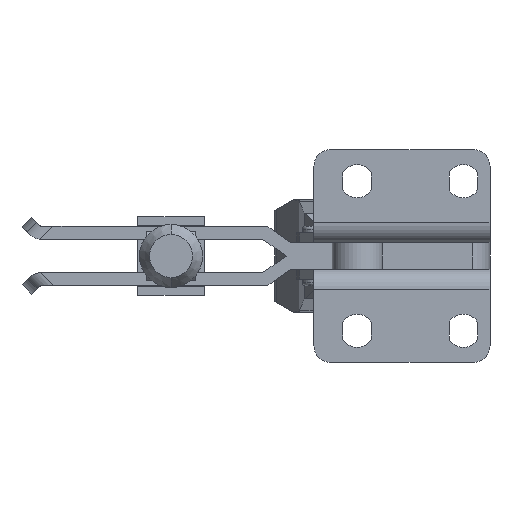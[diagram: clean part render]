
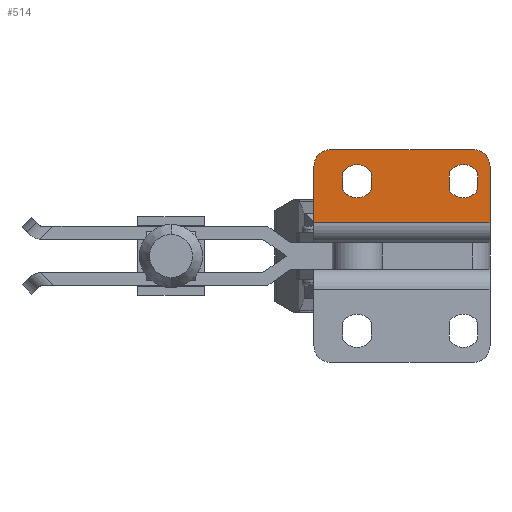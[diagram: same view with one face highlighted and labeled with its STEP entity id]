
A CAD part, front view. The second image highlights one B-rep face of the part: STEP entity #514.
In plain terms, the highlighted planar face has unit normal (0, -1, 0).
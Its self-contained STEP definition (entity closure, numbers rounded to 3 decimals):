
#514=ADVANCED_FACE('NONE',(#1383,#1384,#1385),#1386,.T.);
#1383=FACE_OUTER_BOUND('',#2720,.T.);
#1384=FACE_BOUND('',#2721,.T.);
#1385=FACE_BOUND('',#2722,.T.);
#1386=PLANE('',#2723);
#2720=EDGE_LOOP('',(#4568,#4569,#4570,#4571,#4572,#4573));
#2721=EDGE_LOOP('',(#4574,#4575,#4576,#4577,#4578,#4579));
#2722=EDGE_LOOP('',(#4580,#4581,#4582,#4583,#4584,#4585));
#2723=AXIS2_PLACEMENT_3D('',#4586,#4587,#4588);
#4568=ORIENTED_EDGE('',*,*,#7893,.F.);
#4569=ORIENTED_EDGE('',*,*,#7937,.T.);
#4570=ORIENTED_EDGE('',*,*,#7938,.T.);
#4571=ORIENTED_EDGE('',*,*,#7939,.T.);
#4572=ORIENTED_EDGE('',*,*,#7901,.T.);
#4573=ORIENTED_EDGE('',*,*,#7935,.F.);
#4574=ORIENTED_EDGE('',*,*,#7940,.T.);
#4575=ORIENTED_EDGE('',*,*,#7941,.T.);
#4576=ORIENTED_EDGE('',*,*,#7769,.T.);
#4577=ORIENTED_EDGE('',*,*,#7942,.T.);
#4578=ORIENTED_EDGE('',*,*,#7818,.T.);
#4579=ORIENTED_EDGE('',*,*,#7943,.T.);
#4580=ORIENTED_EDGE('',*,*,#7944,.T.);
#4581=ORIENTED_EDGE('',*,*,#7945,.T.);
#4582=ORIENTED_EDGE('',*,*,#7764,.T.);
#4583=ORIENTED_EDGE('',*,*,#7946,.T.);
#4584=ORIENTED_EDGE('',*,*,#7823,.T.);
#4585=ORIENTED_EDGE('',*,*,#7947,.T.);
#4586=CARTESIAN_POINT('',(0.0,0.0,32.0));
#4587=DIRECTION('',(0.0,-1.0,0.0));
#4588=DIRECTION('',(0.0,0.0,-1.0));
#7764=EDGE_CURVE('NONE',#9186,#9190,#9192,.T.);
#7769=EDGE_CURVE('NONE',#9195,#9199,#9201,.T.);
#7818=EDGE_CURVE('NONE',#9285,#9283,#9286,.T.);
#7823=EDGE_CURVE('NONE',#9294,#9292,#9295,.T.);
#7893=EDGE_CURVE('NONE',#9401,#9403,#9404,.T.);
#7901=EDGE_CURVE('NONE',#9416,#9413,#9417,.T.);
#7935=EDGE_CURVE('NONE',#9403,#9413,#9466,.T.);
#7937=EDGE_CURVE('NONE',#9401,#9468,#9469,.T.);
#7938=EDGE_CURVE('NONE',#9468,#9470,#9471,.T.);
#7939=EDGE_CURVE('NONE',#9470,#9416,#9472,.T.);
#7940=EDGE_CURVE('NONE',#9473,#9474,#9475,.T.);
#7941=EDGE_CURVE('NONE',#9474,#9195,#9476,.T.);
#7942=EDGE_CURVE('NONE',#9199,#9285,#9477,.T.);
#7943=EDGE_CURVE('NONE',#9283,#9473,#9478,.T.);
#7944=EDGE_CURVE('NONE',#9479,#9480,#9481,.T.);
#7945=EDGE_CURVE('NONE',#9480,#9186,#9482,.T.);
#7946=EDGE_CURVE('NONE',#9190,#9294,#9483,.T.);
#7947=EDGE_CURVE('NONE',#9292,#9479,#9484,.T.);
#9186=VERTEX_POINT('',#11272);
#9190=VERTEX_POINT('NONE',#11277);
#9192=CIRCLE('',#11280,5.);
#9195=VERTEX_POINT('',#11283);
#9199=VERTEX_POINT('NONE',#11288);
#9201=CIRCLE('',#11291,5.);
#9283=VERTEX_POINT('NONE',#11407);
#9285=VERTEX_POINT('NONE',#11410);
#9286=CIRCLE('',#11411,5.);
#9292=VERTEX_POINT('NONE',#11418);
#9294=VERTEX_POINT('NONE',#11421);
#9295=CIRCLE('',#11422,5.);
#9401=VERTEX_POINT('NONE',#11561);
#9403=VERTEX_POINT('NONE',#11564);
#9404=LINE('',#11565,#11566);
#9413=VERTEX_POINT('NONE',#11577);
#9416=VERTEX_POINT('NONE',#11580);
#9417=LINE('',#11581,#11582);
#9466=LINE('',#11658,#11659);
#9468=VERTEX_POINT('NONE',#11661);
#9469=CIRCLE('',#11662,5.);
#9470=VERTEX_POINT('NONE',#11663);
#9471=LINE('',#11664,#11665);
#9472=CIRCLE('',#11666,5.);
#9473=VERTEX_POINT('NONE',#11667);
#9474=VERTEX_POINT('NONE',#11668);
#9475=LINE('',#11669,#11670);
#9476=CIRCLE('',#11671,5.);
#9477=LINE('',#11672,#11673);
#9478=CIRCLE('',#11674,5.);
#9479=VERTEX_POINT('NONE',#11675);
#9480=VERTEX_POINT('NONE',#11676);
#9481=LINE('',#11677,#11678);
#9482=CIRCLE('',#11679,5.);
#9483=LINE('',#11680,#11681);
#9484=CIRCLE('',#11682,5.);
#11272=CARTESIAN_POINT('',(45.0,0.0,27.5));
#11277=CARTESIAN_POINT('',(49.3,0.0,25.051));
#11280=AXIS2_PLACEMENT_3D('',#14813,#14814,#14815);
#11283=CARTESIAN_POINT('',(13.0,0.0,27.5));
#11288=CARTESIAN_POINT('',(17.3,0.0,25.051));
#11291=AXIS2_PLACEMENT_3D('',#14821,#14822,#14823);
#11407=CARTESIAN_POINT('',(13.0,0.0,17.5));
#11410=CARTESIAN_POINT('',(17.3,0.0,19.949));
#11411=AXIS2_PLACEMENT_3D('',#14902,#14903,#14904);
#11418=CARTESIAN_POINT('',(45.0,0.0,17.5));
#11421=CARTESIAN_POINT('',(49.3,0.0,19.949));
#11422=AXIS2_PLACEMENT_3D('',#14910,#14911,#14912);
#11561=CARTESIAN_POINT('',(53.0,0.0,27.));
#11564=CARTESIAN_POINT('',(53.0,0.0,10.));
#11565=CARTESIAN_POINT('',(53.0,0.0,10.));
#11566=VECTOR('',#15004,1000.0);
#11577=CARTESIAN_POINT('',(0.0,0.0,10.));
#11580=CARTESIAN_POINT('',(0.0,0.0,27.));
#11581=CARTESIAN_POINT('',(0.0,0.0,10.));
#11582=VECTOR('',#15016,1000.0);
#11658=CARTESIAN_POINT('',(0.0,0.0,10.0));
#11659=VECTOR('',#15058,1000.0);
#11661=CARTESIAN_POINT('',(48.,0.0,32.0));
#11662=AXIS2_PLACEMENT_3D('',#15059,#15060,#15061);
#11663=CARTESIAN_POINT('',(5.,0.0,32.0));
#11664=CARTESIAN_POINT('',(0.0,0.0,32.0));
#11665=VECTOR('',#15062,1000.0);
#11666=AXIS2_PLACEMENT_3D('',#15063,#15064,#15065);
#11667=CARTESIAN_POINT('',(8.7,0.0,19.949));
#11668=CARTESIAN_POINT('',(8.7,0.0,25.051));
#11669=CARTESIAN_POINT('',(8.7,0.0,32.0));
#11670=VECTOR('',#15066,1000.0);
#11671=AXIS2_PLACEMENT_3D('',#15067,#15068,#15069);
#11672=CARTESIAN_POINT('',(17.3,0.0,32.0));
#11673=VECTOR('',#15070,1000.0);
#11674=AXIS2_PLACEMENT_3D('',#15071,#15072,#15073);
#11675=CARTESIAN_POINT('',(40.7,0.0,19.949));
#11676=CARTESIAN_POINT('',(40.7,0.0,25.051));
#11677=CARTESIAN_POINT('',(40.7,0.0,32.0));
#11678=VECTOR('',#15074,1000.0);
#11679=AXIS2_PLACEMENT_3D('',#15075,#15076,#15077);
#11680=CARTESIAN_POINT('',(49.3,0.0,32.0));
#11681=VECTOR('',#15078,1000.0);
#11682=AXIS2_PLACEMENT_3D('',#15079,#15080,#15081);
#14813=CARTESIAN_POINT('',(45.0,0.0,22.5));
#14814=DIRECTION('',(0.0,1.0,0.0));
#14815=DIRECTION('',(0.0,0.0,-1.0));
#14821=CARTESIAN_POINT('',(13.0,0.0,22.5));
#14822=DIRECTION('',(0.0,1.0,0.0));
#14823=DIRECTION('',(0.,0.0,-1.0));
#14902=CARTESIAN_POINT('',(13.0,0.0,22.5));
#14903=DIRECTION('',(0.0,1.0,0.0));
#14904=DIRECTION('',(0.0,0.0,-1.0));
#14910=CARTESIAN_POINT('',(45.0,0.0,22.5));
#14911=DIRECTION('',(0.0,1.0,0.0));
#14912=DIRECTION('',(0.0,0.0,-1.0));
#15004=DIRECTION('',(0.0,0.0,-1.0));
#15016=DIRECTION('',(0.0,0.0,-1.0));
#15058=DIRECTION('',(-1.0,-0.0,-0.0));
#15059=CARTESIAN_POINT('',(48.,0.0,27.));
#15060=DIRECTION('',(0.0,-1.0,0.0));
#15061=DIRECTION('',(0.0,0.0,-1.0));
#15062=DIRECTION('',(-1.0,-0.0,-0.0));
#15063=CARTESIAN_POINT('',(5.,0.0,27.));
#15064=DIRECTION('',(0.0,-1.0,0.0));
#15065=DIRECTION('',(0.0,0.0,-1.0));
#15066=DIRECTION('',(-0.0,0.0,1.0));
#15067=CARTESIAN_POINT('',(13.0,0.0,22.5));
#15068=DIRECTION('',(0.0,1.0,0.0));
#15069=DIRECTION('',(0.,0.0,-1.0));
#15070=DIRECTION('',(0.0,-0.0,-1.0));
#15071=CARTESIAN_POINT('',(13.0,0.0,22.5));
#15072=DIRECTION('',(0.0,1.0,0.0));
#15073=DIRECTION('',(0.0,0.0,-1.0));
#15074=DIRECTION('',(-0.0,0.0,1.0));
#15075=CARTESIAN_POINT('',(45.0,0.0,22.5));
#15076=DIRECTION('',(0.0,1.0,0.0));
#15077=DIRECTION('',(0.0,0.0,-1.0));
#15078=DIRECTION('',(0.0,-0.0,-1.0));
#15079=CARTESIAN_POINT('',(45.0,0.0,22.5));
#15080=DIRECTION('',(0.0,1.0,0.0));
#15081=DIRECTION('',(0.0,0.0,-1.0));
